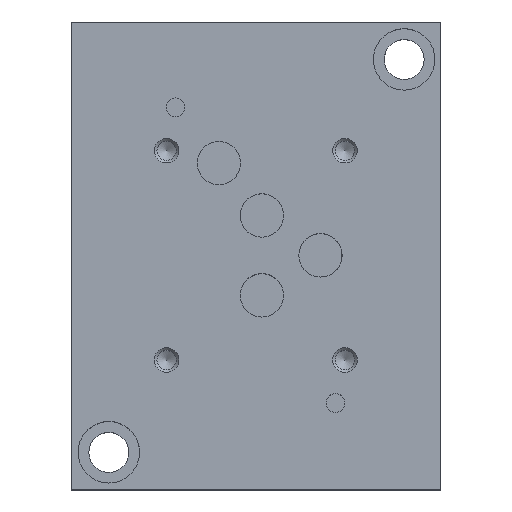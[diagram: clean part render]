
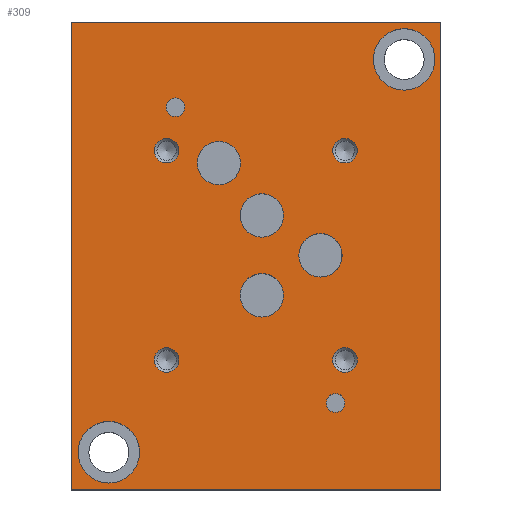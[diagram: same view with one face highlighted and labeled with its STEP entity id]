
A CAD part, top view. The second image highlights one B-rep face of the part: STEP entity #309.
In plain terms, the highlighted planar face has unit normal (0, 0, 1).
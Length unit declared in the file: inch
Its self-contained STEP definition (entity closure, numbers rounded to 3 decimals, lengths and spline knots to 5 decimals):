
#309 = ADVANCED_FACE( '', ( #788, #789, #790, #791, #792, #793, #794, #795, #796, #797, #798, #799, #800 ), #801, .F. );
#788 = FACE_BOUND( '', #1497, .T. );
#789 = FACE_BOUND( '', #1498, .T. );
#790 = FACE_BOUND( '', #1499, .T. );
#791 = FACE_BOUND( '', #1500, .T. );
#792 = FACE_BOUND( '', #1501, .T. );
#793 = FACE_BOUND( '', #1502, .T. );
#794 = FACE_BOUND( '', #1503, .T. );
#795 = FACE_BOUND( '', #1504, .T. );
#796 = FACE_BOUND( '', #1505, .T. );
#797 = FACE_BOUND( '', #1506, .T. );
#798 = FACE_BOUND( '', #1507, .T. );
#799 = FACE_BOUND( '', #1508, .T. );
#800 = FACE_OUTER_BOUND( '', #1509, .T. );
#801 = PLANE( '', #1510 );
#1497 = EDGE_LOOP( '', ( #2399 ) );
#1498 = EDGE_LOOP( '', ( #2400 ) );
#1499 = EDGE_LOOP( '', ( #2401 ) );
#1500 = EDGE_LOOP( '', ( #2402 ) );
#1501 = EDGE_LOOP( '', ( #2403 ) );
#1502 = EDGE_LOOP( '', ( #2404 ) );
#1503 = EDGE_LOOP( '', ( #2405 ) );
#1504 = EDGE_LOOP( '', ( #2406 ) );
#1505 = EDGE_LOOP( '', ( #2407 ) );
#1506 = EDGE_LOOP( '', ( #2408 ) );
#1507 = EDGE_LOOP( '', ( #2409 ) );
#1508 = EDGE_LOOP( '', ( #2410 ) );
#1509 = EDGE_LOOP( '', ( #2411, #2412, #2413, #2414 ) );
#1510 = AXIS2_PLACEMENT_3D( '', #2415, #2416, #2417 );
#2399 = ORIENTED_EDGE( '', *, *, #4096, .T. );
#2400 = ORIENTED_EDGE( '', *, *, #4097, .T. );
#2401 = ORIENTED_EDGE( '', *, *, #4098, .F. );
#2402 = ORIENTED_EDGE( '', *, *, #4099, .F. );
#2403 = ORIENTED_EDGE( '', *, *, #4100, .F. );
#2404 = ORIENTED_EDGE( '', *, *, #4101, .F. );
#2405 = ORIENTED_EDGE( '', *, *, #4102, .F. );
#2406 = ORIENTED_EDGE( '', *, *, #3991, .F. );
#2407 = ORIENTED_EDGE( '', *, *, #4103, .F. );
#2408 = ORIENTED_EDGE( '', *, *, #4104, .F. );
#2409 = ORIENTED_EDGE( '', *, *, #4105, .F. );
#2410 = ORIENTED_EDGE( '', *, *, #4106, .F. );
#2411 = ORIENTED_EDGE( '', *, *, #4107, .T. );
#2412 = ORIENTED_EDGE( '', *, *, #4108, .F. );
#2413 = ORIENTED_EDGE( '', *, *, #4109, .F. );
#2414 = ORIENTED_EDGE( '', *, *, #4110, .T. );
#2415 = CARTESIAN_POINT( '', ( 3.75, 4.75, 1.75 ) );
#2416 = DIRECTION( '', ( 0., 0., -1. ) );
#2417 = DIRECTION( '', ( -1., 0., 0. ) );
#3991 = EDGE_CURVE( '', #4771, #4771, #4772, .T. );
#4096 = EDGE_CURVE( '', #4950, #4950, #4951, .T. );
#4097 = EDGE_CURVE( '', #4952, #4952, #4953, .T. );
#4098 = EDGE_CURVE( '', #4954, #4954, #4955, .T. );
#4099 = EDGE_CURVE( '', #4956, #4956, #4957, .T. );
#4100 = EDGE_CURVE( '', #4958, #4958, #4959, .T. );
#4101 = EDGE_CURVE( '', #4960, #4960, #4961, .T. );
#4102 = EDGE_CURVE( '', #4962, #4962, #4963, .T. );
#4103 = EDGE_CURVE( '', #4964, #4964, #4965, .T. );
#4104 = EDGE_CURVE( '', #4966, #4966, #4967, .T. );
#4105 = EDGE_CURVE( '', #4968, #4968, #4969, .T. );
#4106 = EDGE_CURVE( '', #4970, #4970, #4971, .T. );
#4107 = EDGE_CURVE( '', #4972, #4973, #4974, .T. );
#4108 = EDGE_CURVE( '', #4975, #4973, #4976, .T. );
#4109 = EDGE_CURVE( '', #4977, #4975, #4978, .T. );
#4110 = EDGE_CURVE( '', #4977, #4972, #4979, .T. );
#4771 = VERTEX_POINT( '', #5864 );
#4772 = CIRCLE( '', #5865, 0.0945 );
#4950 = VERTEX_POINT( '', #6105 );
#4951 = CIRCLE( '', #6106, 0.3125 );
#4952 = VERTEX_POINT( '', #6107 );
#4953 = CIRCLE( '', #6108, 0.3125 );
#4954 = VERTEX_POINT( '', #6109 );
#4955 = CIRCLE( '', #6110, 0.125 );
#4956 = VERTEX_POINT( '', #6111 );
#4957 = CIRCLE( '', #6112, 0.125 );
#4958 = VERTEX_POINT( '', #6113 );
#4959 = CIRCLE( '', #6114, 0.125 );
#4960 = VERTEX_POINT( '', #6115 );
#4961 = CIRCLE( '', #6116, 0.125 );
#4962 = VERTEX_POINT( '', #6117 );
#4963 = CIRCLE( '', #6118, 0.0945 );
#4964 = VERTEX_POINT( '', #6119 );
#4965 = CIRCLE( '', #6120, 0.2205 );
#4966 = VERTEX_POINT( '', #6121 );
#4967 = CIRCLE( '', #6122, 0.2205 );
#4968 = VERTEX_POINT( '', #6123 );
#4969 = CIRCLE( '', #6124, 0.2205 );
#4970 = VERTEX_POINT( '', #6125 );
#4971 = CIRCLE( '', #6126, 0.2205 );
#4972 = VERTEX_POINT( '', #6127 );
#4973 = VERTEX_POINT( '', #6128 );
#4974 = LINE( '', #6129, #6130 );
#4975 = VERTEX_POINT( '', #6131 );
#4976 = LINE( '', #6132, #6133 );
#4977 = VERTEX_POINT( '', #6134 );
#4978 = LINE( '', #6135, #6136 );
#4979 = LINE( '', #6137, #6138 );
#5864 = CARTESIAN_POINT( '', ( 2.7775, 0.88, 1.75 ) );
#5865 = AXIS2_PLACEMENT_3D( '', #7162, #7163, #7164 );
#6105 = CARTESIAN_POINT( '', ( 3.0675, 4.37, 1.75 ) );
#6106 = AXIS2_PLACEMENT_3D( '', #7281, #7282, #7283 );
#6107 = CARTESIAN_POINT( '', ( 0.0675, 0.38, 1.75 ) );
#6108 = AXIS2_PLACEMENT_3D( '', #7284, #7285, #7286 );
#6109 = CARTESIAN_POINT( '', ( 1.092, 3.443, 1.75 ) );
#6110 = AXIS2_PLACEMENT_3D( '', #7287, #7288, #7289 );
#6111 = CARTESIAN_POINT( '', ( 1.092, 1.317, 1.75 ) );
#6112 = AXIS2_PLACEMENT_3D( '', #7290, #7291, #7292 );
#6113 = CARTESIAN_POINT( '', ( 2.903, 1.317, 1.75 ) );
#6114 = AXIS2_PLACEMENT_3D( '', #7293, #7294, #7295 );
#6115 = CARTESIAN_POINT( '', ( 2.903, 3.443, 1.75 ) );
#6116 = AXIS2_PLACEMENT_3D( '', #7296, #7297, #7298 );
#6117 = CARTESIAN_POINT( '', ( 1.1515, 3.884, 1.75 ) );
#6118 = AXIS2_PLACEMENT_3D( '', #7299, #7300, #7301 );
#6119 = CARTESIAN_POINT( '', ( 2.1555, 1.974, 1.75 ) );
#6120 = AXIS2_PLACEMENT_3D( '', #7302, #7303, #7304 );
#6121 = CARTESIAN_POINT( '', ( 2.1555, 2.785, 1.75 ) );
#6122 = AXIS2_PLACEMENT_3D( '', #7305, #7306, #7307 );
#6123 = CARTESIAN_POINT( '', ( 1.7185, 3.317, 1.75 ) );
#6124 = AXIS2_PLACEMENT_3D( '', #7308, #7309, #7310 );
#6125 = CARTESIAN_POINT( '', ( 2.7505, 2.38, 1.75 ) );
#6126 = AXIS2_PLACEMENT_3D( '', #7311, #7312, #7313 );
#6127 = CARTESIAN_POINT( '', ( 0., 4.75, 1.75 ) );
#6128 = CARTESIAN_POINT( '', ( 0., 0., 1.75 ) );
#6129 = CARTESIAN_POINT( '', ( 0., 4.75, 1.75 ) );
#6130 = VECTOR( '', #7314, 39.37008 );
#6131 = CARTESIAN_POINT( '', ( 3.75, 0., 1.75 ) );
#6132 = CARTESIAN_POINT( '', ( 3.75, 0., 1.75 ) );
#6133 = VECTOR( '', #7315, 39.37008 );
#6134 = CARTESIAN_POINT( '', ( 3.75, 4.75, 1.75 ) );
#6135 = CARTESIAN_POINT( '', ( 3.75, 4.75, 1.75 ) );
#6136 = VECTOR( '', #7316, 39.37008 );
#6137 = CARTESIAN_POINT( '', ( 3.75, 4.75, 1.75 ) );
#6138 = VECTOR( '', #7317, 39.37008 );
#7162 = CARTESIAN_POINT( '', ( 2.683, 0.88, 1.75 ) );
#7163 = DIRECTION( '', ( 0., 0., 1. ) );
#7164 = DIRECTION( '', ( 1., 0., 0. ) );
#7281 = CARTESIAN_POINT( '', ( 3.38, 4.37, 1.75 ) );
#7282 = DIRECTION( '', ( 0., 0., -1. ) );
#7283 = DIRECTION( '', ( -1., 0., 0. ) );
#7284 = CARTESIAN_POINT( '', ( 0.38, 0.38, 1.75 ) );
#7285 = DIRECTION( '', ( 0., 0., -1. ) );
#7286 = DIRECTION( '', ( -1., 0., 0. ) );
#7287 = CARTESIAN_POINT( '', ( 0.967, 3.443, 1.75 ) );
#7288 = DIRECTION( '', ( 0., 0., 1. ) );
#7289 = DIRECTION( '', ( 1., 0., 0. ) );
#7290 = CARTESIAN_POINT( '', ( 0.967, 1.317, 1.75 ) );
#7291 = DIRECTION( '', ( 0., 0., 1. ) );
#7292 = DIRECTION( '', ( 1., 0., 0. ) );
#7293 = CARTESIAN_POINT( '', ( 2.778, 1.317, 1.75 ) );
#7294 = DIRECTION( '', ( 0., 0., 1. ) );
#7295 = DIRECTION( '', ( 1., 0., 0. ) );
#7296 = CARTESIAN_POINT( '', ( 2.778, 3.443, 1.75 ) );
#7297 = DIRECTION( '', ( 0., 0., 1. ) );
#7298 = DIRECTION( '', ( 1., 0., 0. ) );
#7299 = CARTESIAN_POINT( '', ( 1.057, 3.884, 1.75 ) );
#7300 = DIRECTION( '', ( 0., 0., 1. ) );
#7301 = DIRECTION( '', ( 1., 0., 0. ) );
#7302 = CARTESIAN_POINT( '', ( 1.935, 1.974, 1.75 ) );
#7303 = DIRECTION( '', ( 0., 0., 1. ) );
#7304 = DIRECTION( '', ( 1., 0., 0. ) );
#7305 = CARTESIAN_POINT( '', ( 1.935, 2.785, 1.75 ) );
#7306 = DIRECTION( '', ( 0., 0., 1. ) );
#7307 = DIRECTION( '', ( 1., 0., 0. ) );
#7308 = CARTESIAN_POINT( '', ( 1.498, 3.317, 1.75 ) );
#7309 = DIRECTION( '', ( 0., 0., 1. ) );
#7310 = DIRECTION( '', ( 1., 0., 0. ) );
#7311 = CARTESIAN_POINT( '', ( 2.53, 2.38, 1.75 ) );
#7312 = DIRECTION( '', ( 0., 0., 1. ) );
#7313 = DIRECTION( '', ( 1., 0., 0. ) );
#7314 = DIRECTION( '', ( 0., -1., 0. ) );
#7315 = DIRECTION( '', ( -1., 0., 0. ) );
#7316 = DIRECTION( '', ( 0., -1., 0. ) );
#7317 = DIRECTION( '', ( -1., 0., 0. ) );
